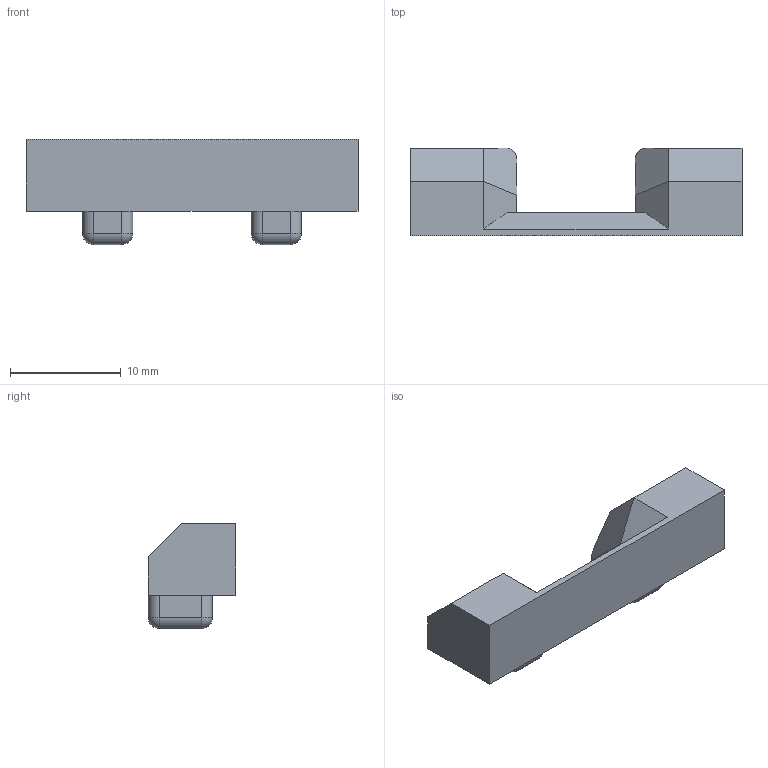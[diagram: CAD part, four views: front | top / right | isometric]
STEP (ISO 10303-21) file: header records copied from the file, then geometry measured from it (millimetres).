
FILE_DESCRIPTION(/* description */ (''),/* implementation_level */ '2;1');
FILE_NAME(/* name */ 'switchshim v12.step',/* time_stamp */ '2022-12-11T10:49:00-05:00',/* author */ (''),/* organization */ (''),/* preprocessor_version */ 'ST-DEVELOPER v19.2',/* originating_system */ 'Autodesk Translation Framework v11.17.0.187',/* authorisation */ '');
FILE_SCHEMA (('AUTOMOTIVE_DESIGN { 1 0 10303 214 3 1 1 }'));
Length unit declared in the file: millimetre
Products named in the file (1): switchshim
Bounding box: 29.98 x 7.9 x 9.5 mm (x, y, z)
Volume: 1105.3 mm3; surface area: 920.4 mm2
Topology: 1 solids, 1 shells, 47 faces, 109 edges, 64 vertices
Faces by surface type: plane 23, cylinder 16, sphere 8
Entity records: 1340 total; most frequent: DIRECTION 237, CARTESIAN_POINT 221, ORIENTED_EDGE 218, EDGE_CURVE 109, AXIS2_PLACEMENT_3D 80, LINE 77, VECTOR 77, VERTEX_POINT 64
